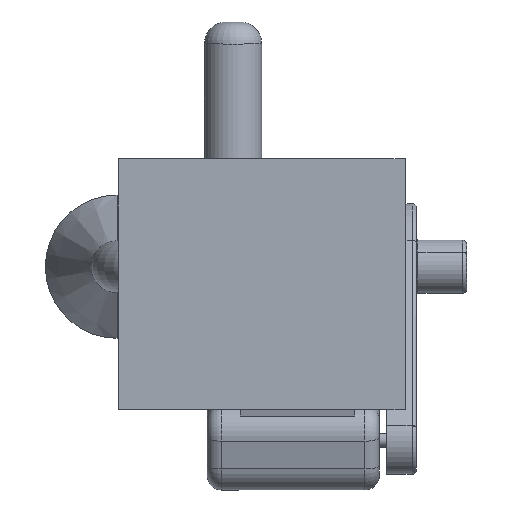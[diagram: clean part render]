
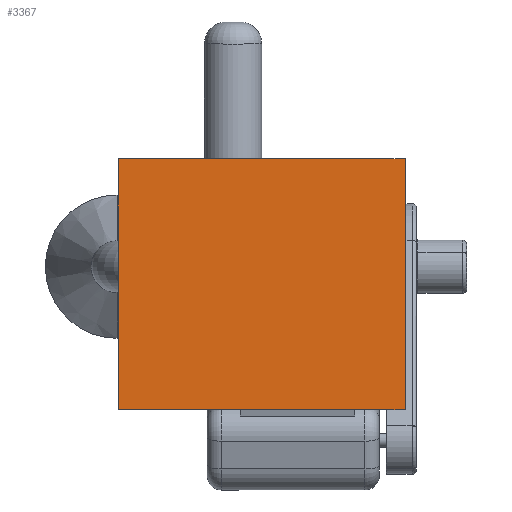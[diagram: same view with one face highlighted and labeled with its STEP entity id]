
A CAD part, front view. The second image highlights one B-rep face of the part: STEP entity #3367.
In plain terms, the highlighted planar face has unit normal (0, -1, 0.002).
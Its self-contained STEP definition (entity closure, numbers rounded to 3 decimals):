
#1692=PLANE('',#27521);
#3367=ADVANCED_FACE('',(#4764),#1692,.T.);
#4764=FACE_OUTER_BOUND('',#6205,.F.);
#6205=EDGE_LOOP('',(#8655,#8656,#8657,#8658));
#8655=ORIENTED_EDGE('',*,*,#19666,.F.);
#8656=ORIENTED_EDGE('',*,*,#19674,.F.);
#8657=ORIENTED_EDGE('',*,*,#19670,.T.);
#8658=ORIENTED_EDGE('',*,*,#19673,.T.);
#16453=LINE('',#39180,#17828);
#16457=LINE('',#39184,#17832);
#16460=LINE('',#39187,#17835);
#16461=LINE('',#39188,#17836);
#17828=VECTOR('',#31272,200.);
#17832=VECTOR('',#31276,200.);
#17835=VECTOR('',#31279,175.);
#17836=VECTOR('',#31280,175.);
#19666=EDGE_CURVE('',#23932,#23934,#16453,.T.);
#19670=EDGE_CURVE('',#23928,#23930,#16457,.T.);
#19673=EDGE_CURVE('',#23930,#23934,#16460,.T.);
#19674=EDGE_CURVE('',#23928,#23932,#16461,.T.);
#23928=VERTEX_POINT('',#39172);
#23930=VERTEX_POINT('',#39174);
#23932=VERTEX_POINT('',#39176);
#23934=VERTEX_POINT('',#39178);
#27521=AXIS2_PLACEMENT_3D('',#39194,#31289,#31290);
#31272=DIRECTION('',(-1.,0.,0.));
#31276=DIRECTION('',(-1.,0.,0.));
#31279=DIRECTION('',(0.,0.002,1.));
#31280=DIRECTION('',(0.,0.002,1.));
#31289=DIRECTION('',(0.,-1.,0.002));
#31290=DIRECTION('',(-1.,0.,0.));
#39172=CARTESIAN_POINT('',(180.,-155.158,-99.755));
#39174=CARTESIAN_POINT('',(-20.,-155.158,-99.755));
#39176=CARTESIAN_POINT('',(180.,-154.881,75.245));
#39178=CARTESIAN_POINT('',(-20.,-154.881,75.245));
#39180=CARTESIAN_POINT('',(180.,-154.881,75.245));
#39184=CARTESIAN_POINT('',(180.,-155.158,-99.755));
#39187=CARTESIAN_POINT('',(-20.,-155.158,-99.755));
#39188=CARTESIAN_POINT('',(180.,-155.158,-99.755));
#39194=CARTESIAN_POINT('',(182.,-154.878,77.245));
